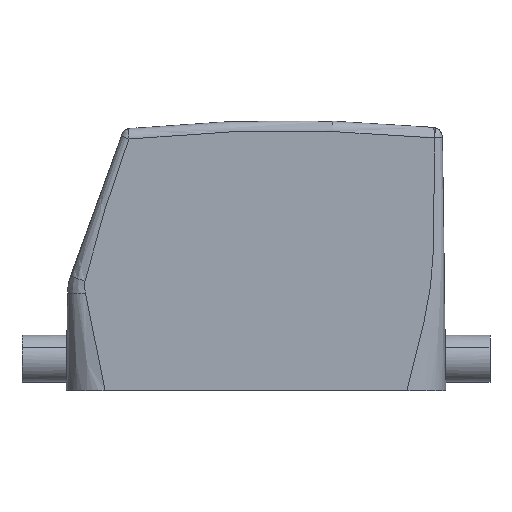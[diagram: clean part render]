
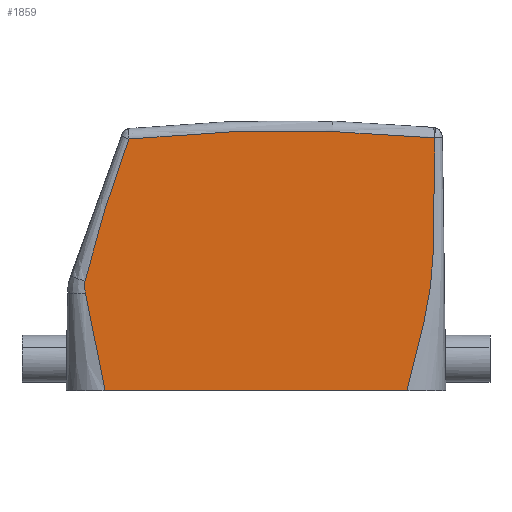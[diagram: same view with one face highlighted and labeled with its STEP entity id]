
A CAD part, left-side view. The second image highlights one B-rep face of the part: STEP entity #1859.
In plain terms, the highlighted planar face has unit normal (-1, 0, 0).
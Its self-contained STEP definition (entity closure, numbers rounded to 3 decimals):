
#1790=AXIS2_PLACEMENT_3D('Plane Axis2P3D',#1787,#1788,#1789) ;
#1794=AXIS2_PLACEMENT_3D('Circle Axis2P3D',#1792,#1793,$) ;
#767=CARTESIAN_POINT('Vertex',(0.,77.897,21.087)) ;
#771=CARTESIAN_POINT('Control Point',(0.,69.475,48.438)) ;
#772=CARTESIAN_POINT('Control Point',(0.,69.691,47.82)) ;
#773=CARTESIAN_POINT('Control Point',(0.,69.916,47.179)) ;
#774=CARTESIAN_POINT('Control Point',(0.,70.132,46.558)) ;
#775=CARTESIAN_POINT('Control Point',(0.,70.536,45.391)) ;
#776=CARTESIAN_POINT('Control Point',(0.,70.936,44.226)) ;
#777=CARTESIAN_POINT('Control Point',(0.,71.12,43.688)) ;
#778=CARTESIAN_POINT('Control Point',(0.,71.577,42.345)) ;
#779=CARTESIAN_POINT('Control Point',(0.,72.03,41.001)) ;
#780=CARTESIAN_POINT('Control Point',(0.,72.299,40.195)) ;
#781=CARTESIAN_POINT('Control Point',(0.,72.836,38.581)) ;
#782=CARTESIAN_POINT('Control Point',(0.,73.368,36.966)) ;
#783=CARTESIAN_POINT('Control Point',(0.,73.632,36.158)) ;
#784=CARTESIAN_POINT('Control Point',(0.,74.15,34.567)) ;
#785=CARTESIAN_POINT('Control Point',(0.,74.66,32.975)) ;
#786=CARTESIAN_POINT('Control Point',(0.,74.9,32.219)) ;
#787=CARTESIAN_POINT('Control Point',(0.,75.738,29.545)) ;
#788=CARTESIAN_POINT('Control Point',(0.,76.528,26.858)) ;
#789=CARTESIAN_POINT('Control Point',(0.,77.037,24.948)) ;
#790=CARTESIAN_POINT('Control Point',(0.,77.493,23.019)) ;
#791=CARTESIAN_POINT('Control Point',(0.,77.897,21.087)) ;
#792=CARTESIAN_POINT('Vertex',(0.,69.475,48.438)) ;
#1769=CARTESIAN_POINT('Vertex',(0.,77.788,18.755)) ;
#1773=CARTESIAN_POINT('Control Point',(0.,77.897,21.087)) ;
#1774=CARTESIAN_POINT('Control Point',(0.,77.967,20.612)) ;
#1775=CARTESIAN_POINT('Control Point',(0.,77.993,20.133)) ;
#1776=CARTESIAN_POINT('Control Point',(0.,77.971,19.657)) ;
#1777=CARTESIAN_POINT('Control Point',(0.,77.901,19.195)) ;
#1778=CARTESIAN_POINT('Control Point',(0.,77.788,18.755)) ;
#1787=CARTESIAN_POINT('Axis2P3D Location',(0.,3.169,-31.164)) ;
#1792=CARTESIAN_POINT('Axis2P3D Location',(0.,39.,-248.)) ;
#1796=CARTESIAN_POINT('Vertex',(0.,10.635,48.647)) ;
#1800=CARTESIAN_POINT('Control Point',(0.,77.788,18.755)) ;
#1801=CARTESIAN_POINT('Control Point',(0.,77.478,16.856)) ;
#1802=CARTESIAN_POINT('Control Point',(0.,77.13,14.961)) ;
#1803=CARTESIAN_POINT('Control Point',(0.,76.754,13.074)) ;
#1804=CARTESIAN_POINT('Control Point',(0.,76.214,10.483)) ;
#1805=CARTESIAN_POINT('Control Point',(0.,75.663,7.889)) ;
#1806=CARTESIAN_POINT('Control Point',(0.,75.461,6.941)) ;
#1807=CARTESIAN_POINT('Control Point',(0.,75.072,5.108)) ;
#1808=CARTESIAN_POINT('Control Point',(0.,74.688,3.276)) ;
#1809=CARTESIAN_POINT('Control Point',(0.,74.469,2.219)) ;
#1810=CARTESIAN_POINT('Control Point',(0.,74.244,1.115)) ;
#1811=CARTESIAN_POINT('Control Point',(0.,74.02,0.)) ;
#1812=CARTESIAN_POINT('Vertex',(0.,74.02,0.)) ;
#1815=CARTESIAN_POINT('Line Origine',(0.,44.998,0.)) ;
#1819=CARTESIAN_POINT('Vertex',(0.,15.976,0.)) ;
#1823=CARTESIAN_POINT('Control Point',(0.,10.635,48.647)) ;
#1824=CARTESIAN_POINT('Control Point',(0.,10.635,48.566)) ;
#1825=CARTESIAN_POINT('Control Point',(0.,10.635,48.486)) ;
#1826=CARTESIAN_POINT('Control Point',(0.,10.634,48.394)) ;
#1827=CARTESIAN_POINT('Control Point',(0.,10.634,48.197)) ;
#1828=CARTESIAN_POINT('Control Point',(0.,10.633,48.022)) ;
#1829=CARTESIAN_POINT('Control Point',(0.,10.633,47.949)) ;
#1830=CARTESIAN_POINT('Control Point',(0.,10.619,43.955)) ;
#1831=CARTESIAN_POINT('Control Point',(0.,10.632,39.962)) ;
#1832=CARTESIAN_POINT('Control Point',(0.,10.701,36.039)) ;
#1833=CARTESIAN_POINT('Control Point',(0.,10.747,31.909)) ;
#1834=CARTESIAN_POINT('Control Point',(0.,10.873,27.783)) ;
#1835=CARTESIAN_POINT('Control Point',(0.,10.88,27.565)) ;
#1836=CARTESIAN_POINT('Control Point',(0.,10.901,26.931)) ;
#1837=CARTESIAN_POINT('Control Point',(0.,10.925,26.298)) ;
#1838=CARTESIAN_POINT('Control Point',(0.,10.943,25.883)) ;
#1839=CARTESIAN_POINT('Control Point',(0.,10.983,25.075)) ;
#1840=CARTESIAN_POINT('Control Point',(0.,11.032,24.265)) ;
#1841=CARTESIAN_POINT('Control Point',(0.,11.059,23.869)) ;
#1842=CARTESIAN_POINT('Control Point',(0.,11.279,20.951)) ;
#1843=CARTESIAN_POINT('Control Point',(0.,11.66,18.043)) ;
#1844=CARTESIAN_POINT('Control Point',(0.,12.143,15.539)) ;
#1845=CARTESIAN_POINT('Control Point',(0.,13.202,10.936)) ;
#1846=CARTESIAN_POINT('Control Point',(0.,14.398,6.362)) ;
#1847=CARTESIAN_POINT('Control Point',(0.,14.95,4.242)) ;
#1848=CARTESIAN_POINT('Control Point',(0.,15.471,2.123)) ;
#1849=CARTESIAN_POINT('Control Point',(0.,15.976,0.)) ;
#1788=DIRECTION('Axis2P3D Direction',(-1.,0.,0.)) ;
#1789=DIRECTION('Axis2P3D XDirection',(0.,-0.17,0.985)) ;
#1793=DIRECTION('Axis2P3D Direction',(-1.,0.,0.)) ;
#1816=DIRECTION('Vector Direction',(0.,-1.,0.)) ;
#1817=VECTOR('Line Direction',#1816,1.) ;
#1852=ORIENTED_EDGE('',*,*,#1798,.T.) ;
#1853=ORIENTED_EDGE('',*,*,#794,.F.) ;
#1854=ORIENTED_EDGE('',*,*,#1779,.F.) ;
#1855=ORIENTED_EDGE('',*,*,#1814,.F.) ;
#1856=ORIENTED_EDGE('',*,*,#1821,.T.) ;
#1857=ORIENTED_EDGE('',*,*,#1850,.T.) ;
#1859=ADVANCED_FACE('Housing',(#1858),#1791,.T.) ;
#770=B_SPLINE_CURVE_WITH_KNOTS('',5,(#771,#772,#773,#774,#775,#776,#777,#778,#779,#780,#781,#782,#783,#784,#785,#786,#787,#788,#789,#790,#791),.UNSPECIFIED.,.F.,.U.,(6,3,3,3,3,3,6),(102.121,105.442,108.274,112.513,116.752,120.853,130.735),.UNSPECIFIED.) ;
#1772=B_SPLINE_CURVE_WITH_KNOTS('',5,(#1773,#1774,#1775,#1776,#1777,#1778),.UNSPECIFIED.,.F.,.U.,(6,6),(155.256,158.24),.UNSPECIFIED.) ;
#1799=B_SPLINE_CURVE_WITH_KNOTS('',5,(#1800,#1801,#1802,#1803,#1804,#1805,#1806,#1807,#1808,#1809,#1810,#1811),.UNSPECIFIED.,.F.,.U.,(6,3,3,6),(0.,13.596,18.683,26.773),.UNSPECIFIED.) ;
#1822=B_SPLINE_CURVE_WITH_KNOTS('',5,(#1823,#1824,#1825,#1826,#1827,#1828,#1829,#1830,#1831,#1832,#1833,#1834,#1835,#1836,#1837,#1838,#1839,#1840,#1841,#1842,#1843,#1844,#1845,#1846,#1847,#1848,#1849),.UNSPECIFIED.,.F.,.U.,(6,3,3,3,3,3,3,3,6),(0.,0.57,1.141,28.879,30.426,33.38,36.18,54.129,69.543),.UNSPECIFIED.) ;
#1795=CIRCLE('generated circle',#1794,298.) ;
#794=EDGE_CURVE('',#768,#793,#770,.F.) ;
#1779=EDGE_CURVE('',#1770,#768,#1772,.F.) ;
#1798=EDGE_CURVE('',#1797,#793,#1795,.T.) ;
#1814=EDGE_CURVE('',#1813,#1770,#1799,.F.) ;
#1821=EDGE_CURVE('',#1813,#1820,#1818,.T.) ;
#1850=EDGE_CURVE('',#1820,#1797,#1822,.F.) ;
#1851=EDGE_LOOP('',(#1852,#1853,#1854,#1855,#1856,#1857)) ;
#1858=FACE_OUTER_BOUND('',#1851,.T.) ;
#1818=LINE('Line',#1815,#1817) ;
#1791=PLANE('',#1790) ;
#768=VERTEX_POINT('',#767) ;
#793=VERTEX_POINT('',#792) ;
#1770=VERTEX_POINT('',#1769) ;
#1797=VERTEX_POINT('',#1796) ;
#1813=VERTEX_POINT('',#1812) ;
#1820=VERTEX_POINT('',#1819) ;
